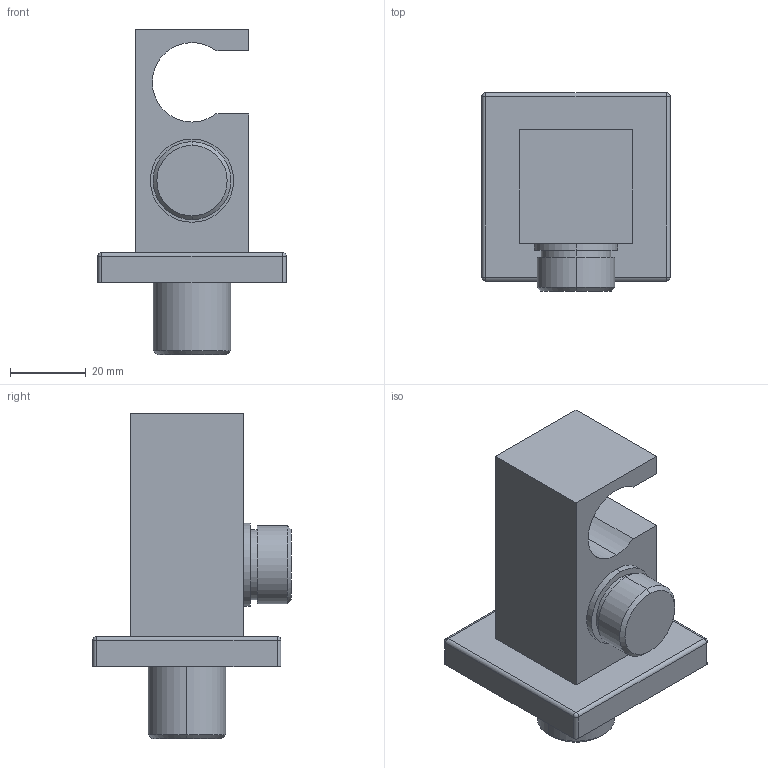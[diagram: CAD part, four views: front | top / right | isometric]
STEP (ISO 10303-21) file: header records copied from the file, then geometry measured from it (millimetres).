
FILE_DESCRIPTION (( 'STEP AP203' ), '1' );
FILE_NAME ('99ZP02169.STEP', '2025-05-13T10:35:29', ( '' ), ( '' ), 'SwSTEP 2.0', 'SolidWorks 2021', '' );
FILE_SCHEMA (( 'CONFIG_CONTROL_DESIGN' ));
Length unit declared in the file: millimetre
Products named in the file (1): 99ZP02169
Bounding box: 49.75 x 52.48 x 86 mm (x, y, z)
Volume: 58961.5 mm3; surface area: 18503.1 mm2
Topology: 1 solids, 1 shells, 67 faces, 154 edges, 88 vertices
Faces by surface type: plane 28, cylinder 27, sphere 8, cone 4
Entity records: 1891 total; most frequent: DIRECTION 340, CARTESIAN_POINT 302, ORIENTED_EDGE 292, EDGE_CURVE 146, AXIS2_PLACEMENT_3D 126, VERTEX_POINT 88, LINE 88, VECTOR 88
